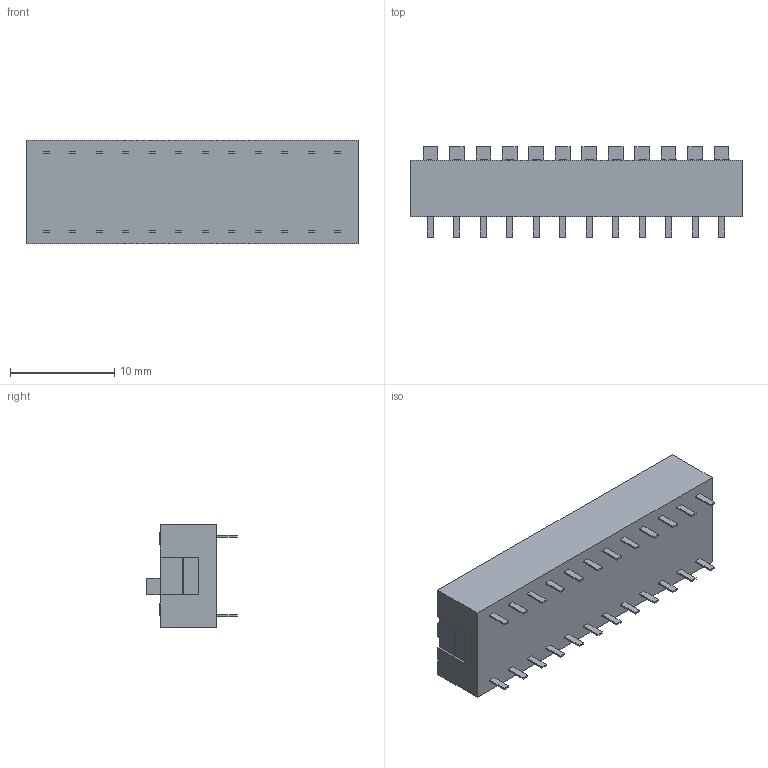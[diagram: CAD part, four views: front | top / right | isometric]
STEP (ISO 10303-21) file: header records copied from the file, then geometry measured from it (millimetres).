
FILE_DESCRIPTION(/* description */ (''),/* implementation_level */ '2;1');
FILE_NAME(/* name */ 'DIP Blue 12-way.step',/* time_stamp */ '2019-03-09T20:43:50+11:00',/* author */ ('austfox'),/* organization */ (''),/* preprocessor_version */ 'ST-DEVELOPER v17.2',/* originating_system */ 'Autodesk Translation Framework v7.6.0.251',/* authorisation */ '');
FILE_SCHEMA (('AUTOMOTIVE_DESIGN { 1 0 10303 214 3 1 1 }'));
Length unit declared in the file: millimetre
Products named in the file (1): DIP Blue 12-way
Bounding box: 31.84 x 8.7 x 9.9 mm (x, y, z)
Volume: 1728.5 mm3; surface area: 1972.5 mm2
Topology: 70 solids, 70 shells, 782 faces, 1854 edges, 1236 vertices
Faces by surface type: plane 510, bspline 260, cylinder 12
Full cylindrical faces by diameter (mm): 0.65 x12
Entity records: 24690 total; most frequent: CARTESIAN_POINT 8293, ORIENTED_EDGE 3708, DIRECTION 2404, EDGE_CURVE 1854, LINE 1310, VECTOR 1310, VERTEX_POINT 1236, EDGE_LOOP 824
